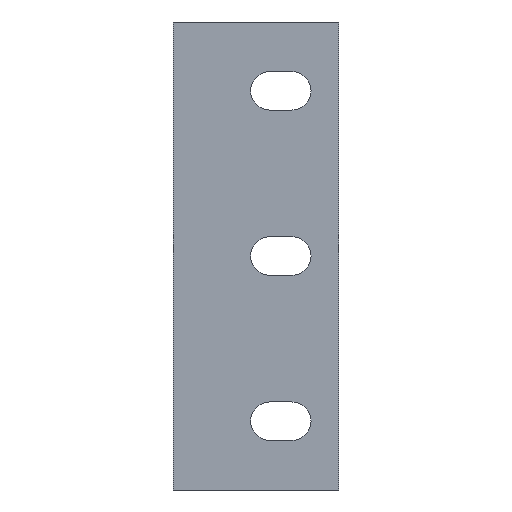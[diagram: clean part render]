
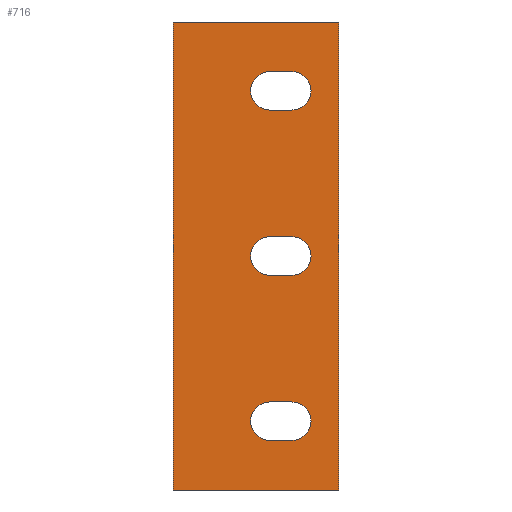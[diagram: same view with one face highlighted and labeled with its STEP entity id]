
A CAD part, front view. The second image highlights one B-rep face of the part: STEP entity #716.
In plain terms, the highlighted planar face has unit normal (0, -1, 0).
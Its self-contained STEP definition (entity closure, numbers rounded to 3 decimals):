
#15=FACE_BOUND('',#105,.T.);
#16=FACE_BOUND('',#106,.T.);
#17=FACE_BOUND('',#107,.T.);
#38=PLANE('',#785);
#71=FACE_OUTER_BOUND('',#104,.T.);
#104=EDGE_LOOP('',(#639,#640,#641,#642));
#105=EDGE_LOOP('',(#643,#644,#645,#646));
#106=EDGE_LOOP('',(#647,#648,#649,#650));
#107=EDGE_LOOP('',(#651,#652,#653,#654));
#114=LINE('',#1006,#185);
#118=LINE('',#1019,#189);
#152=LINE('',#1119,#223);
#155=LINE('',#1126,#226);
#164=LINE('',#1151,#235);
#165=LINE('',#1154,#236);
#169=LINE('',#1165,#240);
#178=LINE('',#1190,#249);
#181=LINE('',#1197,#252);
#182=LINE('',#1199,#253);
#185=VECTOR('',#799,4.);
#189=VECTOR('',#813,4.);
#223=VECTOR('',#899,4.);
#226=VECTOR('',#908,4.);
#235=VECTOR('',#937,85.);
#236=VECTOR('',#940,30.);
#240=VECTOR('',#952,30.);
#249=VECTOR('',#979,4.);
#252=VECTOR('',#988,4.);
#253=VECTOR('',#991,85.);
#254=CIRCLE('',#721,3.5);
#256=CIRCLE('',#725,3.5);
#276=CIRCLE('',#753,3.5);
#277=CIRCLE('',#756,3.5);
#286=CIRCLE('',#780,3.5);
#287=CIRCLE('',#783,3.5);
#288=VERTEX_POINT('',#996);
#289=VERTEX_POINT('',#997);
#292=VERTEX_POINT('',#1005);
#294=VERTEX_POINT('',#1011);
#334=VERTEX_POINT('',#1112);
#335=VERTEX_POINT('',#1113);
#336=VERTEX_POINT('',#1118);
#337=VERTEX_POINT('',#1122);
#342=VERTEX_POINT('',#1147);
#343=VERTEX_POINT('',#1149);
#344=VERTEX_POINT('',#1153);
#347=VERTEX_POINT('',#1163);
#352=VERTEX_POINT('',#1183);
#353=VERTEX_POINT('',#1184);
#354=VERTEX_POINT('',#1189);
#355=VERTEX_POINT('',#1193);
#356=EDGE_CURVE('',#288,#289,#254,.T.);
#360=EDGE_CURVE('',#289,#292,#114,.T.);
#363=EDGE_CURVE('',#292,#294,#256,.T.);
#367=EDGE_CURVE('',#294,#288,#118,.T.);
#416=EDGE_CURVE('',#334,#335,#276,.T.);
#419=EDGE_CURVE('',#335,#336,#152,.T.);
#421=EDGE_CURVE('',#336,#337,#277,.T.);
#423=EDGE_CURVE('',#337,#334,#155,.T.);
#436=EDGE_CURVE('',#343,#342,#164,.T.);
#437=EDGE_CURVE('',#342,#344,#165,.T.);
#443=EDGE_CURVE('',#347,#343,#169,.T.);
#452=EDGE_CURVE('',#352,#353,#286,.T.);
#455=EDGE_CURVE('',#353,#354,#178,.T.);
#457=EDGE_CURVE('',#354,#355,#287,.T.);
#459=EDGE_CURVE('',#355,#352,#181,.T.);
#460=EDGE_CURVE('',#344,#347,#182,.T.);
#639=ORIENTED_EDGE('',*,*,#436,.F.);
#640=ORIENTED_EDGE('',*,*,#443,.F.);
#641=ORIENTED_EDGE('',*,*,#460,.F.);
#642=ORIENTED_EDGE('',*,*,#437,.F.);
#643=ORIENTED_EDGE('',*,*,#363,.T.);
#644=ORIENTED_EDGE('',*,*,#367,.T.);
#645=ORIENTED_EDGE('',*,*,#356,.T.);
#646=ORIENTED_EDGE('',*,*,#360,.T.);
#647=ORIENTED_EDGE('',*,*,#421,.T.);
#648=ORIENTED_EDGE('',*,*,#423,.T.);
#649=ORIENTED_EDGE('',*,*,#416,.T.);
#650=ORIENTED_EDGE('',*,*,#419,.T.);
#651=ORIENTED_EDGE('',*,*,#457,.T.);
#652=ORIENTED_EDGE('',*,*,#459,.T.);
#653=ORIENTED_EDGE('',*,*,#452,.T.);
#654=ORIENTED_EDGE('',*,*,#455,.T.);
#716=ADVANCED_FACE('',(#71,#15,#16,#17),#38,.T.);
#721=AXIS2_PLACEMENT_3D('',#998,#791,#792);
#725=AXIS2_PLACEMENT_3D('',#1012,#804,#805);
#753=AXIS2_PLACEMENT_3D('',#1114,#893,#894);
#756=AXIS2_PLACEMENT_3D('',#1123,#903,#904);
#780=AXIS2_PLACEMENT_3D('',#1185,#973,#974);
#783=AXIS2_PLACEMENT_3D('',#1194,#983,#984);
#785=AXIS2_PLACEMENT_3D('',#1198,#989,#990);
#791=DIRECTION('center_axis',(0.,1.,0.));
#792=DIRECTION('ref_axis',(0.,0.,-1.));
#799=DIRECTION('',(1.,0.,0.));
#804=DIRECTION('center_axis',(0.,1.,0.));
#805=DIRECTION('ref_axis',(0.,0.,1.));
#813=DIRECTION('',(-1.,0.,0.));
#893=DIRECTION('center_axis',(0.,1.,0.));
#894=DIRECTION('ref_axis',(0.,0.,1.));
#899=DIRECTION('',(1.,0.,0.));
#903=DIRECTION('center_axis',(0.,1.,0.));
#904=DIRECTION('ref_axis',(0.,0.,-1.));
#908=DIRECTION('',(-1.,0.,0.));
#937=DIRECTION('',(0.,0.,-1.));
#940=DIRECTION('',(-1.,0.,0.));
#952=DIRECTION('',(1.,0.,0.));
#973=DIRECTION('center_axis',(0.,1.,0.));
#974=DIRECTION('ref_axis',(0.,0.,-1.));
#979=DIRECTION('',(1.,0.,0.));
#983=DIRECTION('center_axis',(0.,1.,0.));
#984=DIRECTION('ref_axis',(0.,0.,1.));
#988=DIRECTION('',(-1.,0.,0.));
#989=DIRECTION('center_axis',(0.,-1.,0.));
#990=DIRECTION('ref_axis',(1.,0.,0.));
#991=DIRECTION('',(0.,0.,1.));
#996=CARTESIAN_POINT('',(17.5,0.,-3.5));
#997=CARTESIAN_POINT('',(17.5,0.,3.5));
#998=CARTESIAN_POINT('Origin',(17.5,0.,0.));
#1005=CARTESIAN_POINT('',(21.5,0.,3.5));
#1006=CARTESIAN_POINT('',(10.75,0.,3.5));
#1011=CARTESIAN_POINT('',(21.5,0.,-3.5));
#1012=CARTESIAN_POINT('Origin',(21.5,0.,0.));
#1019=CARTESIAN_POINT('',(8.75,0.,-3.5));
#1112=CARTESIAN_POINT('',(17.5,0.,-33.5));
#1113=CARTESIAN_POINT('',(17.5,0.,-26.5));
#1114=CARTESIAN_POINT('Origin',(17.5,0.,-30.));
#1118=CARTESIAN_POINT('',(21.5,0.,-26.5));
#1119=CARTESIAN_POINT('',(8.75,0.,-26.5));
#1122=CARTESIAN_POINT('',(21.5,0.,-33.5));
#1123=CARTESIAN_POINT('Origin',(21.5,0.,-30.));
#1126=CARTESIAN_POINT('',(10.75,0.,-33.5));
#1147=CARTESIAN_POINT('',(30.,0.,-42.5));
#1149=CARTESIAN_POINT('',(30.,0.,42.5));
#1151=CARTESIAN_POINT('',(30.,0.,0.));
#1153=CARTESIAN_POINT('',(0.,0.,-42.5));
#1154=CARTESIAN_POINT('',(30.,0.,-42.5));
#1163=CARTESIAN_POINT('',(0.,0.,42.5));
#1165=CARTESIAN_POINT('',(30.,0.,42.5));
#1183=CARTESIAN_POINT('',(17.5,0.,26.5));
#1184=CARTESIAN_POINT('',(17.5,0.,33.5));
#1185=CARTESIAN_POINT('Origin',(17.5,0.,30.));
#1189=CARTESIAN_POINT('',(21.5,0.,33.5));
#1190=CARTESIAN_POINT('',(10.75,0.,33.5));
#1193=CARTESIAN_POINT('',(21.5,0.,26.5));
#1194=CARTESIAN_POINT('Origin',(21.5,0.,30.));
#1197=CARTESIAN_POINT('',(8.75,0.,26.5));
#1198=CARTESIAN_POINT('Origin',(0.,0.,0.));
#1199=CARTESIAN_POINT('',(0.,0.,0.));
